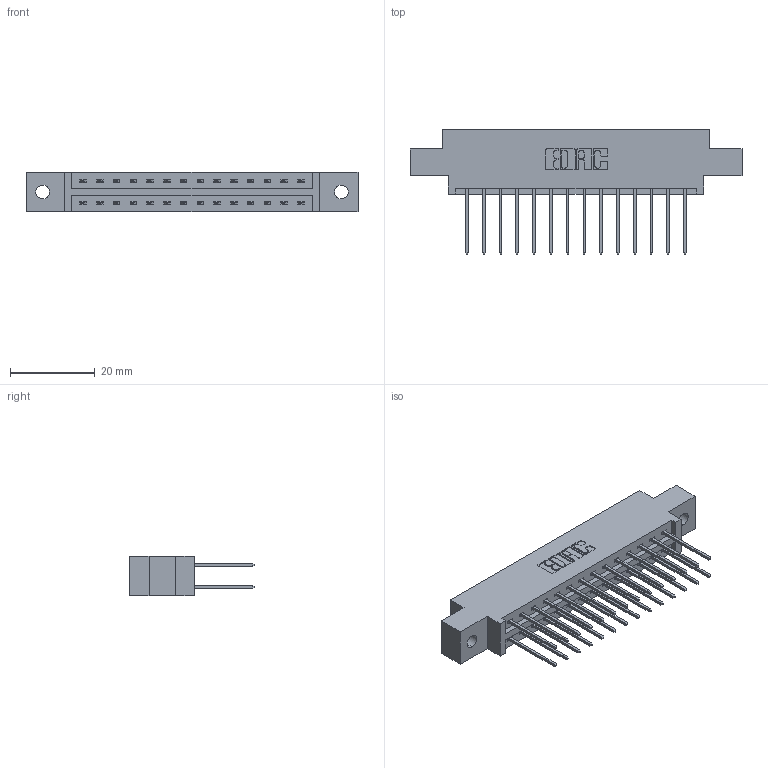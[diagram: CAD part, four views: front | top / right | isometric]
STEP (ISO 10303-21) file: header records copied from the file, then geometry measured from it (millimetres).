
FILE_DESCRIPTION (( 'STEP AP203' ), '1' );
FILE_NAME ('387-028-540-802.STEP', '2019-10-16T22:01:04', ( '' ), ( '' ), 'SwSTEP 2.0', 'SolidWorks 2016', '' );
FILE_SCHEMA (( 'CONFIG_CONTROL_DESIGN' ));
Length unit declared in the file: inch
Products named in the file (3): 345-292-001_345-293-140; 387-028-540-802; 337 Part_0.170 Offset - 0.128 Dia
Assembly tree (29 placements, depth 2):
  387-028-540-802
    337 Part_0.170 Offset - 0.128 Dia
    345-292-001_345-293-140  x28
Bounding box: 78.49 x 29.47 x 9.4 mm (x, y, z)
Volume: 7850.7 mm3; surface area: 8963.1 mm2
Topology: 29 solids, 29 shells, 1630 faces, 4831 edges, 3182 vertices
Faces by surface type: plane 1138, cylinder 492
Entity records: 14629 total; most frequent: CARTESIAN_POINT 2490, ORIENTED_EDGE 2426, DIRECTION 2169, EDGE_CURVE 1213, LINE 1085, VECTOR 1085, VERTEX_POINT 806, AXIS2_PLACEMENT_3D 542
